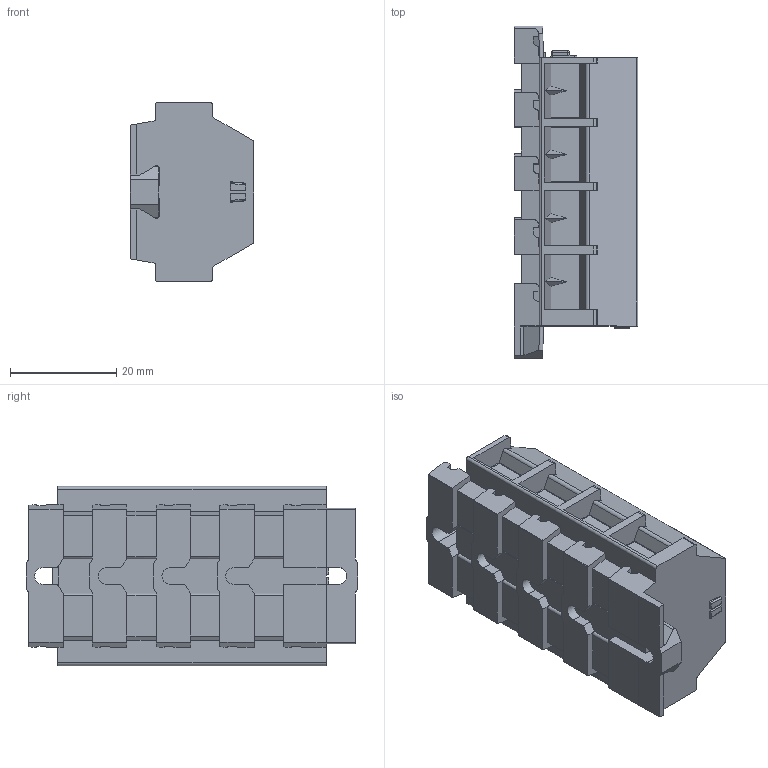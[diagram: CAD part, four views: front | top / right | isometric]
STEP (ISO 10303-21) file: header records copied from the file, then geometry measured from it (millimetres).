
FILE_DESCRIPTION( ( 'STEP AP214' ), '1' );
FILE_NAME( 'SDUB1.5-B-20211207.stp', '2022-12-19T07:40:29', ( ' ' ), ( ' ' ), 'XStep 1.0', ' ', ' ' );
FILE_SCHEMA( ( 'CONFIG_CONTROL_DESIGN) ( )' ) );
Length unit declared in the file: metre
Products named in the file (1): DEFAULT_1-1_1
Bounding box: 23.31 x 62.5 x 33.75 mm (x, y, z)
Volume: 28678.7 mm3; surface area: 12623.8 mm2
Topology: 1 solids, 6 shells, 964 faces, 2687 edges, 1737 vertices
Faces by surface type: plane 745, cylinder 205, sphere 14
Entity records: 38165 total; most frequent: CARTESIAN_POINT 5509, ORIENTED_EDGE 5374, DIRECTION 4951, EDGE_CURVE 2687, LINE 2273, VECTOR 2273, VERTEX_POINT 1737, AXIS2_PLACEMENT_3D 1339
